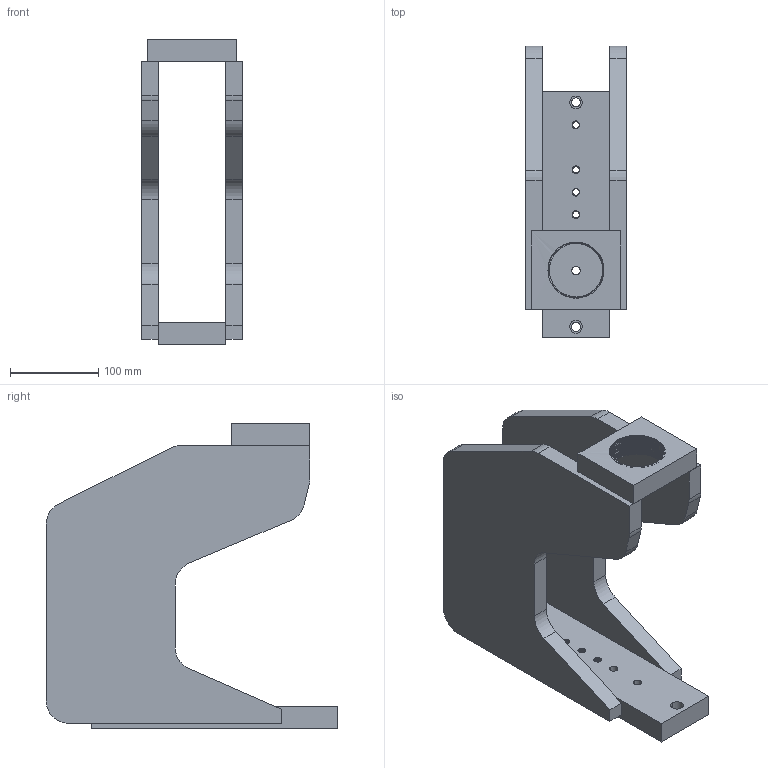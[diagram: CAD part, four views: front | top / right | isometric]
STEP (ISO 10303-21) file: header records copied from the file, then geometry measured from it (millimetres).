
FILE_DESCRIPTION (( 'STEP AP203' ), '1' );
FILE_NAME ('UN3H 3d.STEP', '2021-02-03T15:53:52', ( '' ), ( '' ), 'SwSTEP 2.0', 'SolidWorks 2020', '' );
FILE_SCHEMA (( 'CONFIG_CONTROL_DESIGN' ));
Length unit declared in the file: inch
Products named in the file (1): UN3H 3d
Bounding box: 114.3 x 330.2 x 346.34 mm (x, y, z)
Volume: 3025993 mm3; surface area: 396354.1 mm2
Topology: 4 solids, 4 shells, 299 faces, 865 edges, 576 vertices
Faces by surface type: cylinder 245, plane 46, bspline 8
Entity records: 39995 total; most frequent: CARTESIAN_POINT 32857, ORIENTED_EDGE 1726, DIRECTION 1078, EDGE_CURVE 863, VERTEX_POINT 575, B_SPLINE_CURVE_WITH_KNOTS 447, AXIS2_PLACEMENT_3D 370, LINE 338
